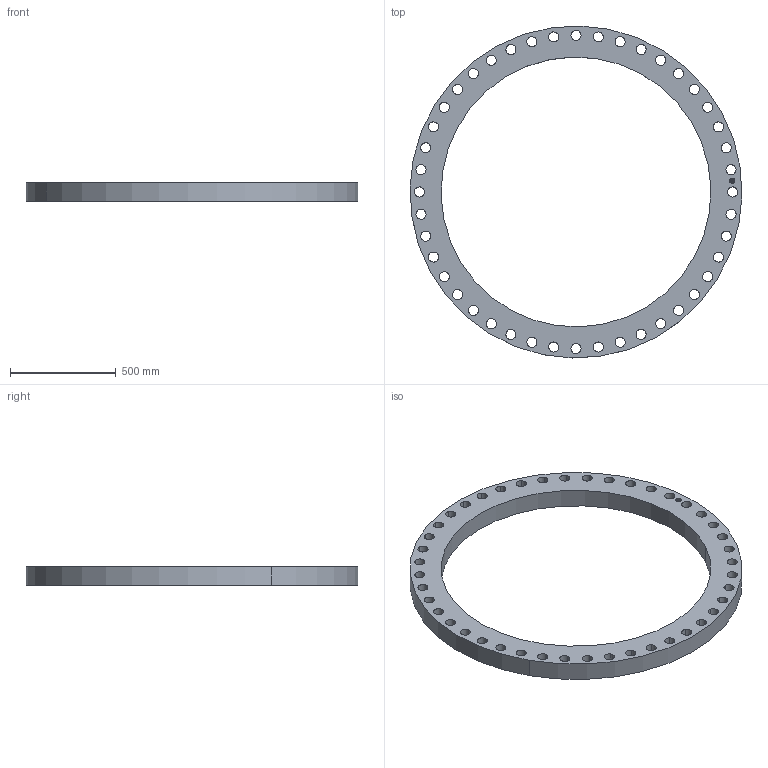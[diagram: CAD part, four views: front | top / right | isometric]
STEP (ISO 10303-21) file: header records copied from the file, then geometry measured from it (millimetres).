
FILE_DESCRIPTION(('3D STEP'),'2;1');
FILE_NAME('50-5E-RING-FF-AWWA-FLANGE.stp','2013-09-22T22:55:23+00:00',('Texas Flange'),(''),'CATIA Version 5 Release 20 SP 6 (IN-10)','CATIA V5 STEP AP214','800-826-3801');
FILE_SCHEMA(('AUTOMOTIVE_DESIGN { 1 0 10303 214 1 1 1 1 }'));
Length unit declared in the file: inch
Products named in the file (1): 50-5E-RING-FF-AWWA-FLANGE
Bounding box: 1568.01 x 1568.01 x 88.9 mm (x, y, z)
Volume: 51322916.8 mm3; surface area: 2534083.5 mm2
Topology: 1 solids, 1 shells, 479 faces, 1380 edges, 920 vertices
Faces by surface type: plane 367, cylinder 112
Entity records: 17817 total; most frequent: ORIENTED_EDGE 2760, CARTESIAN_POINT 2701, DIRECTION 2180, EDGE_CURVE 1380, VECTOR 1156, LINE 1156, VERTEX_POINT 920, AXIS2_PLACEMENT_3D 625
